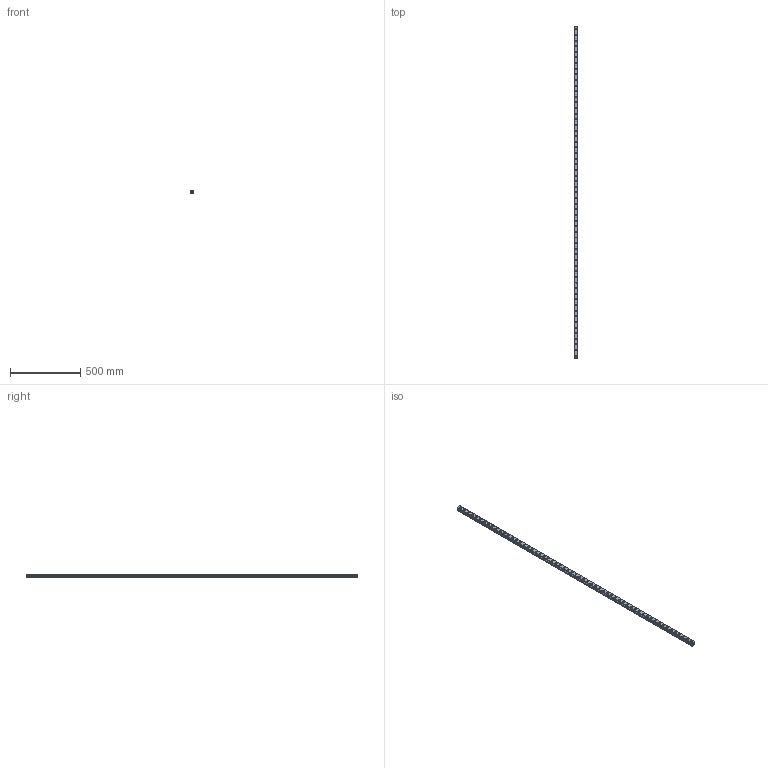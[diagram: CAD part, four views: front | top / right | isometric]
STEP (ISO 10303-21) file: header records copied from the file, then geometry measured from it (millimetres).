
FILE_DESCRIPTION(('STEP AP214'),'1');
FILE_NAME('cctmp_62DFDF07-A448-445D-B402-ED742DA40AD3_2021_03_11_14_37_37_0185..stp','2021-03-11T13:37:37',('HIWIN GmbH'),('CADClick - www.CADClick.com'),'Spatial InterOp 3D',' ','unknown authorization');
FILE_SCHEMA(('AUTOMOTIVE_DESIGN'));
Length unit declared in the file: millimetre
Products named in the file (1): RGR30R2360H_FILE
Bounding box: 28 x 2360 x 28 mm (x, y, z)
Volume: 1354318.9 mm3; surface area: 350302.9 mm2
Topology: 1 solids, 1 shells, 646 faces, 1389 edges, 926 vertices
Faces by surface type: cylinder 372, plane 274
Entity records: 23049 total; most frequent: DIRECTION 3427, CARTESIAN_POINT 2962, ORIENTED_EDGE 2778, AXIS2_PLACEMENT_3D 1391, EDGE_CURVE 1389, VERTEX_POINT 926, EDGE_LOOP 827, CIRCLE 744
